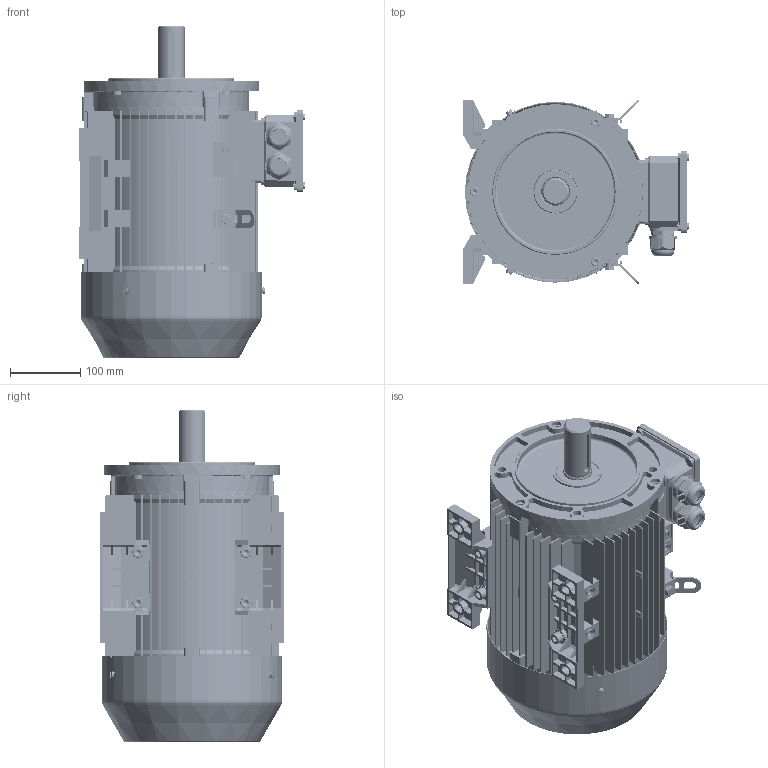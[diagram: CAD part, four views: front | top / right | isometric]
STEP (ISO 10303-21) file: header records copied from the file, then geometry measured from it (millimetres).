
FILE_DESCRIPTION(/* description */ (''),/* implementation_level */ '2;1');
FILE_NAME(/* name */ 'JL-132S-B34B.stp',/* time_stamp */ '2018-12-30T15:00:54+08:00',/* author */ (''),/* organization */ (''),/* preprocessor_version */ 'ST-DEVELOPER v16.7',/* originating_system */ 'SIEMENS PLM Software NX 12.0',/* authorisation */ '');
FILE_SCHEMA (('AP203_CONFIGURATION_CONTROLLED_3D_DESIGN_OF_MECHANICAL_PARTS_AND_ASSEMBLIES_MIM_LF { 1 0 10303 403 2 1 2}'));
Products named in the file (1): JL-132S-B34B
Bounding box: 323 x 263.33 x 473.5 mm (x, y, z)
Volume: 3635873.6 mm3; surface area: 1789232.6 mm2
Topology: 57 solids, 57 shells, 5495 faces, 15564 edges, 10334 vertices
Faces by surface type: plane 3272, cylinder 1785, torus 202, cone 194, bspline 36, sphere 6
Full cylindrical faces by diameter (mm): 2 x4, 4.48 x8, 4.8 x10, 5 x32, 5.3 x4, 5.8 x14, 6 x1, 7.188 x3, 8 x15, 8.58 x2, 9.1 x3, 10 x26, 10.715 x4, 11 x6, 12 x16, 13 x7, 14 x3, 14.785 x2, 16 x8, 17 x4, 17.785 x4, 18 x12, 20.9 x2, 24.7 x4, 26 x2, 29.45 x12, 30 x10, 30.4 x12, 31.35 x12, 32 x12
Entity records: 189534 total; most frequent: CARTESIAN_POINT 50141, ORIENTED_EDGE 29484, DIRECTION 27576, EDGE_CURVE 14742, VERTEX_POINT 9993, AXIS2_PLACEMENT_3D 9361, LINE 8854, VECTOR 8854
